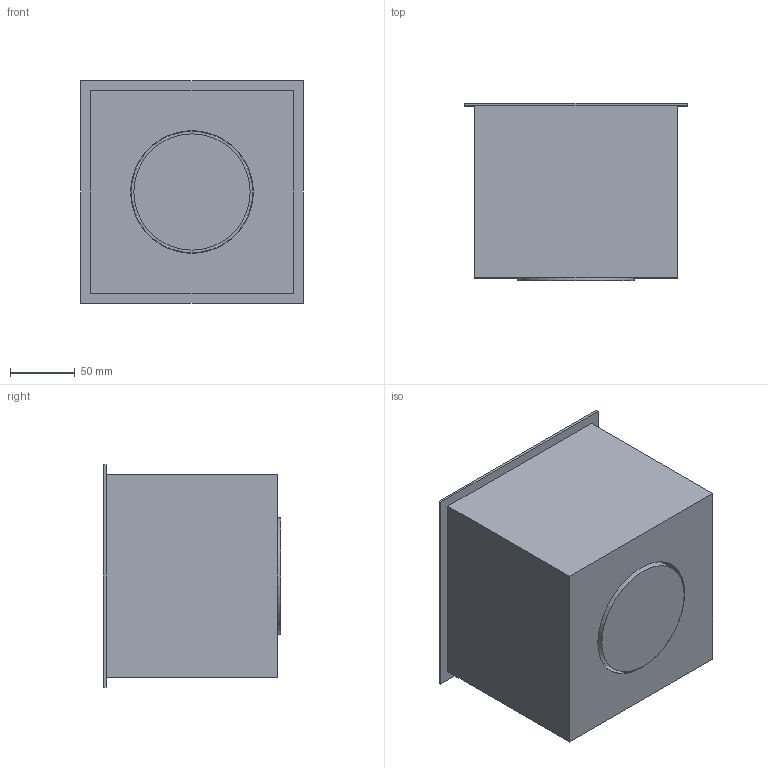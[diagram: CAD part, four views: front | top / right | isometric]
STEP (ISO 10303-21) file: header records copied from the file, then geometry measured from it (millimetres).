
FILE_DESCRIPTION (( 'STEP AP214' ), '1' );
FILE_NAME ('SP_MULTI_1x30W.STEP', '2024-01-08T13:34:14', ( '' ), ( '' ), 'SwSTEP 2.0', 'SolidWorks 2022', '' );
FILE_SCHEMA (( 'AUTOMOTIVE_DESIGN' ));
Length unit declared in the file: millimetre
Products named in the file (1): SP_MULTI_1x30W
Bounding box: 172.5 x 136.97 x 172.5 mm (x, y, z)
Volume: 700911.5 mm3; surface area: 360226.3 mm2
Topology: 7 solids, 7 shells, 75 faces, 165 edges, 112 vertices
Faces by surface type: plane 44, cone 15, cylinder 11, bspline 4, sphere 1
Full cylindrical faces by diameter (mm): 10 x2, 31 x1, 86 x1, 90 x2, 92 x1, 94 x1, 95 x1, 113 x1, 127.801 x1
Entity records: 3150 total; most frequent: CARTESIAN_POINT 810, DIRECTION 282, ORIENTED_EDGE 246, EDGE_CURVE 123, EDGE_LOOP 116, AXIS2_PLACEMENT_3D 115, VERTEX_POINT 97, FACE_OUTER_BOUND 87
